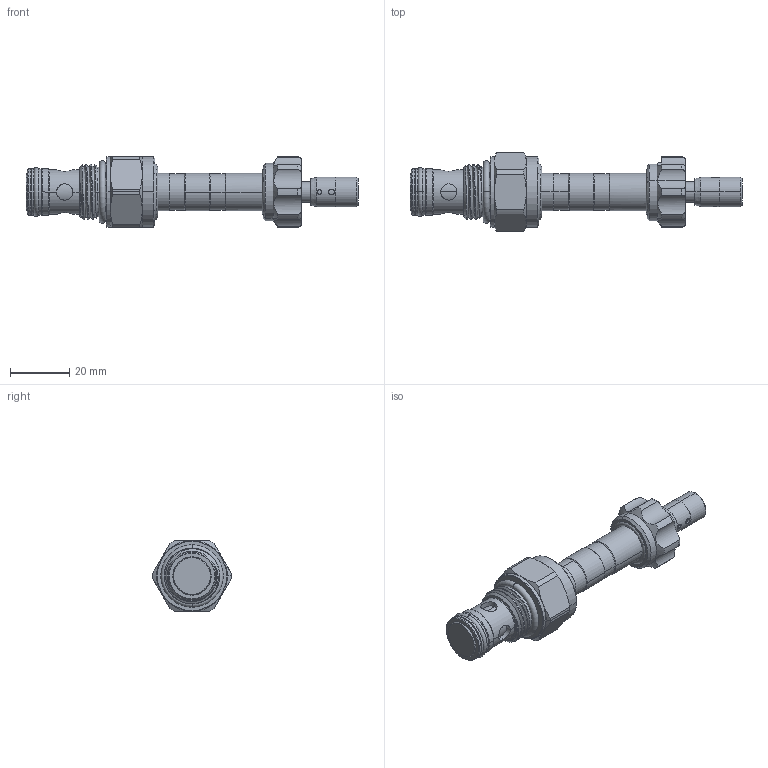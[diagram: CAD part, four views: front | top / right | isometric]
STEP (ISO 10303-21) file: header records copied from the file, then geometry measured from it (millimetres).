
FILE_DESCRIPTION (( 'STEP AP203' ), '1' );
FILE_NAME ('EP19E2A02T05.STEP', '2016-08-25T02:24:23', ( '' ), ( '' ), 'SwSTEP 2.0', 'SolidWorks 2012', '' );
FILE_SCHEMA (( 'CONFIG_CONTROL_DESIGN' ));
Length unit declared in the file: millimetre
Products named in the file (1): EP19E2A02T05
Bounding box: 112.5 x 26.7 x 24 mm (x, y, z)
Volume: 23649.5 mm3; surface area: 9286.8 mm2
Topology: 1 solids, 3 shells, 282 faces, 663 edges, 414 vertices
Faces by surface type: cylinder 130, cone 61, plane 55, torus 34, bspline 2
Entity records: 13432 total; most frequent: CARTESIAN_POINT 6892, DIRECTION 1415, ORIENTED_EDGE 1326, EDGE_CURVE 663, AXIS2_PLACEMENT_3D 604, VERTEX_POINT 414, CIRCLE 323, EDGE_LOOP 315
